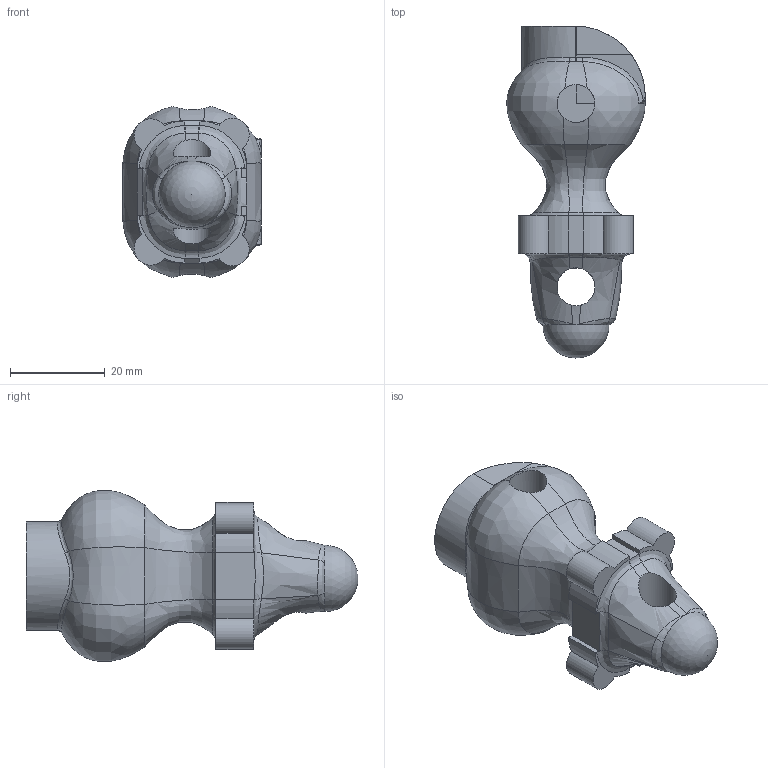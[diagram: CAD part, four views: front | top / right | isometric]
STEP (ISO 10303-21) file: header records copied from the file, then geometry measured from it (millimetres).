
FILE_DESCRIPTION(/* description */ (''),/* implementation_level */ '2;1');
FILE_NAME(/* name */ 'H-torso.stp',/* time_stamp */ '2025-02-09T16:54:08-05:00',/* author */ ('USUARIO'),/* organization */ (''),/* preprocessor_version */ 'ST-DEVELOPER v20',/* originating_system */ 'Autodesk Inventor 2024',/* authorisation */ '');
FILE_SCHEMA (('AUTOMOTIVE_DESIGN { 1 0 10303 214 3 1 1 }'));
Length unit declared in the file: millimetre
Products named in the file (1): H-torso
Bounding box: 29.2 x 70 x 36.03 mm (x, y, z)
Volume: 28395.7 mm3; surface area: 7909.9 mm2
Topology: 1 solids, 1 shells, 156 faces, 435 edges, 273 vertices
Faces by surface type: bspline 87, plane 48, cylinder 20, sphere 1
Full cylindrical faces by diameter (mm): 8 x4
Entity records: 7845 total; most frequent: CARTESIAN_POINT 4443, ORIENTED_EDGE 856, DIRECTION 461, EDGE_CURVE 428, VERTEX_POINT 273, B_SPLINE_CURVE_WITH_KNOTS 214, AXIS2_PLACEMENT_3D 177, EDGE_LOOP 157
